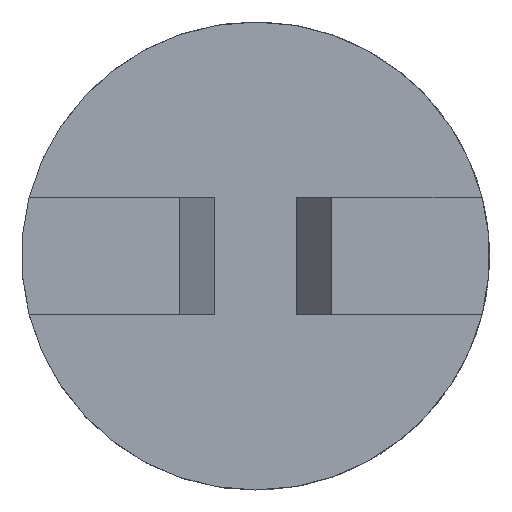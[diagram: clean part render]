
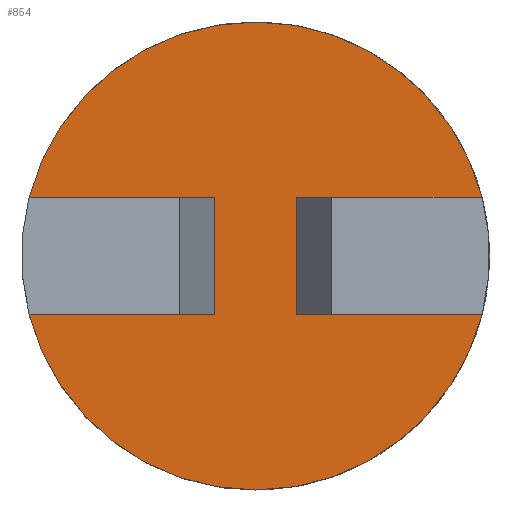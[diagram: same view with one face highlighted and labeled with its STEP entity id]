
A CAD part, top view. The second image highlights one B-rep face of the part: STEP entity #854.
In plain terms, the highlighted planar face has unit normal (0, 0, 1).
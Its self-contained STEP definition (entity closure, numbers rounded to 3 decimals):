
#724=CARTESIAN_POINT('',(1.75,2.5,11.1));
#725=VERTEX_POINT('',#724);
#734=CARTESIAN_POINT('',(1.75,-2.5,11.1));
#735=VERTEX_POINT('',#734);
#736=CARTESIAN_POINT('',(1.75,-2.5,11.1));
#737=DIRECTION('',(0.0,1.0,0.0));
#738=VECTOR('',#737,5.);
#739=LINE('',#736,#738);
#740=EDGE_CURVE('',#735,#725,#739,.T.);
#766=CARTESIAN_POINT('',(-1.75,2.5,11.1));
#767=VERTEX_POINT('',#766);
#782=CARTESIAN_POINT('',(-1.75,-2.5,11.1));
#783=VERTEX_POINT('',#782);
#790=CARTESIAN_POINT('',(-1.75,2.5,11.1));
#791=DIRECTION('',(0.0,-1.0,0.0));
#792=VECTOR('',#791,5.);
#793=LINE('',#790,#792);
#794=EDGE_CURVE('',#767,#783,#793,.T.);
#799=CARTESIAN_POINT('',(0.,7.5,11.1));
#800=DIRECTION('',(0.0,0.0,1.0));
#801=DIRECTION('',(1.0,0.0,0.0));
#802=AXIS2_PLACEMENT_3D('',#799,#800,#801);
#803=PLANE('',#802);
#804=CARTESIAN_POINT('',(9.682,2.5,11.1));
#805=VERTEX_POINT('',#804);
#806=CARTESIAN_POINT('',(1.75,2.5,11.1));
#807=DIRECTION('',(1.0,0.0,0.0));
#808=VECTOR('',#807,7.932);
#809=LINE('',#806,#808);
#810=EDGE_CURVE('',#725,#805,#809,.T.);
#811=ORIENTED_EDGE('',*,*,#810,.T.);
#812=CARTESIAN_POINT('',(-9.682,2.5,11.1));
#813=VERTEX_POINT('',#812);
#814=CARTESIAN_POINT('',(0.0,0.0,11.1));
#815=DIRECTION('',(0.0,0.0,-1.0));
#816=DIRECTION('',(-1.0,0.0,0.0));
#817=AXIS2_PLACEMENT_3D('',#814,#815,#816);
#818=CIRCLE('',#817,10.0);
#819=EDGE_CURVE('',#813,#805,#818,.T.);
#820=ORIENTED_EDGE('',*,*,#819,.F.);
#821=CARTESIAN_POINT('',(-9.682,2.5,11.1));
#822=DIRECTION('',(1.0,0.0,0.0));
#823=VECTOR('',#822,7.932);
#824=LINE('',#821,#823);
#825=EDGE_CURVE('',#813,#767,#824,.T.);
#826=ORIENTED_EDGE('',*,*,#825,.T.);
#827=ORIENTED_EDGE('',*,*,#794,.T.);
#828=CARTESIAN_POINT('',(-9.682,-2.5,11.1));
#829=VERTEX_POINT('',#828);
#830=CARTESIAN_POINT('',(-1.75,-2.5,11.1));
#831=DIRECTION('',(-1.0,0.0,0.0));
#832=VECTOR('',#831,7.932);
#833=LINE('',#830,#832);
#834=EDGE_CURVE('',#783,#829,#833,.T.);
#835=ORIENTED_EDGE('',*,*,#834,.T.);
#836=CARTESIAN_POINT('',(9.682,-2.5,11.1));
#837=VERTEX_POINT('',#836);
#838=CARTESIAN_POINT('',(0.0,0.0,11.1));
#839=DIRECTION('',(0.0,0.0,-1.0));
#840=DIRECTION('',(-1.0,0.0,0.0));
#841=AXIS2_PLACEMENT_3D('',#838,#839,#840);
#842=CIRCLE('',#841,10.0);
#843=EDGE_CURVE('',#837,#829,#842,.T.);
#844=ORIENTED_EDGE('',*,*,#843,.F.);
#845=CARTESIAN_POINT('',(9.682,-2.5,11.1));
#846=DIRECTION('',(-1.0,0.0,0.0));
#847=VECTOR('',#846,7.932);
#848=LINE('',#845,#847);
#849=EDGE_CURVE('',#837,#735,#848,.T.);
#850=ORIENTED_EDGE('',*,*,#849,.T.);
#851=ORIENTED_EDGE('',*,*,#740,.T.);
#852=EDGE_LOOP('',(#811,#820,#826,#827,#835,#844,#850,#851));
#853=FACE_OUTER_BOUND('',#852,.T.);
#854=ADVANCED_FACE('',(#853),#803,.T.);
